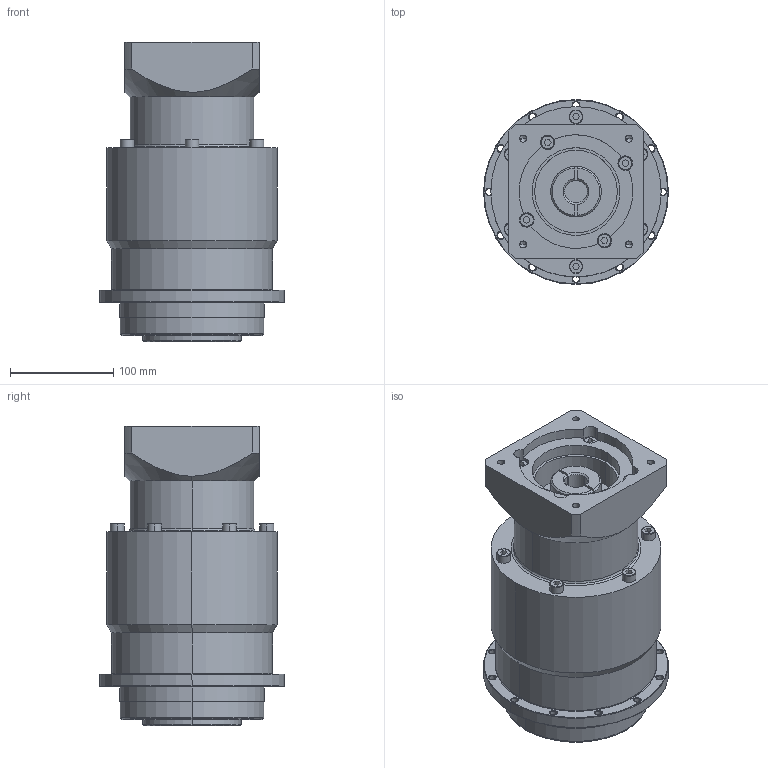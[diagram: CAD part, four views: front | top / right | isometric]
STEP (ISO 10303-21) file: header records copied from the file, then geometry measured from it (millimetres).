
FILE_DESCRIPTION((''),'2;1');
FILE_NAME('00','2022-06-14T17:20:17',('Administrator'),(''),'CREO PARAMETRIC BY PTC INC, 2019010','CREO PARAMETRIC BY PTC INC, 2019010','');
FILE_SCHEMA(('CONFIG_CONTROL_DESIGN'));
Length unit declared in the file: millimetre
Products named in the file (1): 00
Bounding box: 179 x 179 x 290 mm (x, y, z)
Volume: 4783421.5 mm3; surface area: 234370.3 mm2
Topology: 1 solids, 1 shells, 426 faces, 999 edges, 592 vertices
Faces by surface type: torus 160, cylinder 116, plane 110, cone 40
Entity records: 12274 total; most frequent: DIRECTION 2402, CARTESIAN_POINT 2131, ORIENTED_EDGE 1938, AXIS2_PLACEMENT_3D 1021, EDGE_CURVE 969, CIRCLE 595, VERTEX_POINT 592, EDGE_LOOP 497
